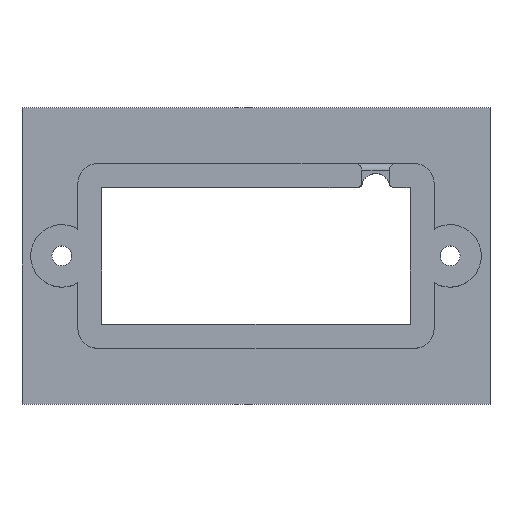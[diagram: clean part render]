
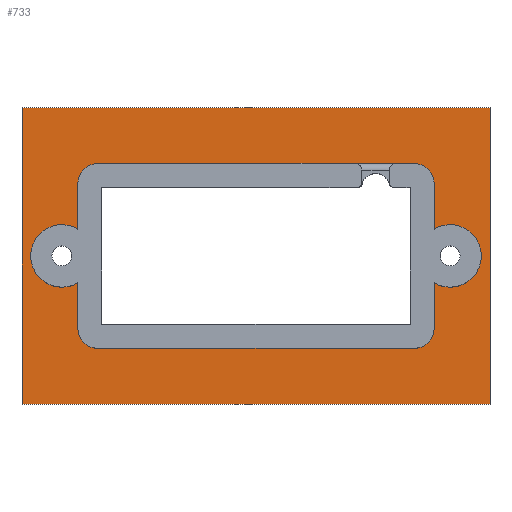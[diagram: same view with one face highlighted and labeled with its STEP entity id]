
A CAD part, top view. The second image highlights one B-rep face of the part: STEP entity #733.
In plain terms, the highlighted planar face has unit normal (0, 0, 1).
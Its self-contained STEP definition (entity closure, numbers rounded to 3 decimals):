
#20=FACE_BOUND('',#115,.T.);
#37=PLANE('',#813);
#72=FACE_OUTER_BOUND('',#114,.T.);
#114=EDGE_LOOP('',(#647,#648,#649,#650));
#115=EDGE_LOOP('',(#651,#652,#653,#654,#655,#656,#657,#658,#659,#660,#661,
#662));
#132=CIRCLE('',#770,1.5);
#142=CIRCLE('',#783,1.5);
#143=CIRCLE('',#786,1.5);
#144=CIRCLE('',#789,1.5);
#150=CIRCLE('',#812,2.35);
#151=CIRCLE('',#814,2.35);
#170=LINE('',#1094,#245);
#186=LINE('',#1144,#261);
#189=LINE('',#1152,#264);
#192=LINE('',#1160,#267);
#213=LINE('',#1214,#288);
#215=LINE('',#1218,#290);
#218=LINE('',#1227,#293);
#219=LINE('',#1229,#294);
#220=LINE('',#1231,#295);
#221=LINE('',#1232,#296);
#245=VECTOR('',#877,10.);
#261=VECTOR('',#919,10.);
#264=VECTOR('',#928,10.);
#267=VECTOR('',#937,10.);
#288=VECTOR('',#994,10.);
#290=VECTOR('',#998,10.);
#293=VECTOR('',#1009,10.);
#294=VECTOR('',#1010,10.);
#295=VECTOR('',#1011,10.);
#296=VECTOR('',#1012,10.);
#323=VERTEX_POINT('',#1084);
#324=VERTEX_POINT('',#1086);
#326=VERTEX_POINT('',#1092);
#345=VERTEX_POINT('',#1136);
#346=VERTEX_POINT('',#1138);
#347=VERTEX_POINT('',#1142);
#348=VERTEX_POINT('',#1146);
#349=VERTEX_POINT('',#1150);
#350=VERTEX_POINT('',#1154);
#351=VERTEX_POINT('',#1156);
#366=VERTEX_POINT('',#1213);
#367=VERTEX_POINT('',#1217);
#368=VERTEX_POINT('',#1225);
#369=VERTEX_POINT('',#1226);
#370=VERTEX_POINT('',#1228);
#371=VERTEX_POINT('',#1230);
#397=EDGE_CURVE('',#323,#324,#132,.F.);
#401=EDGE_CURVE('',#326,#323,#170,.T.);
#424=EDGE_CURVE('',#345,#346,#142,.F.);
#427=EDGE_CURVE('',#347,#345,#186,.T.);
#429=EDGE_CURVE('',#348,#326,#143,.F.);
#431=EDGE_CURVE('',#349,#348,#189,.T.);
#433=EDGE_CURVE('',#350,#351,#144,.F.);
#435=EDGE_CURVE('',#346,#350,#192,.T.);
#461=EDGE_CURVE('',#324,#366,#213,.T.);
#463=EDGE_CURVE('',#351,#367,#215,.T.);
#466=EDGE_CURVE('',#347,#366,#150,.T.);
#467=EDGE_CURVE('',#368,#369,#218,.T.);
#468=EDGE_CURVE('',#369,#370,#219,.T.);
#469=EDGE_CURVE('',#370,#371,#220,.T.);
#470=EDGE_CURVE('',#371,#368,#221,.T.);
#471=EDGE_CURVE('',#349,#367,#151,.T.);
#647=ORIENTED_EDGE('',*,*,#467,.T.);
#648=ORIENTED_EDGE('',*,*,#468,.T.);
#649=ORIENTED_EDGE('',*,*,#469,.T.);
#650=ORIENTED_EDGE('',*,*,#470,.T.);
#651=ORIENTED_EDGE('',*,*,#466,.T.);
#652=ORIENTED_EDGE('',*,*,#461,.F.);
#653=ORIENTED_EDGE('',*,*,#397,.F.);
#654=ORIENTED_EDGE('',*,*,#401,.F.);
#655=ORIENTED_EDGE('',*,*,#429,.F.);
#656=ORIENTED_EDGE('',*,*,#431,.F.);
#657=ORIENTED_EDGE('',*,*,#471,.T.);
#658=ORIENTED_EDGE('',*,*,#463,.F.);
#659=ORIENTED_EDGE('',*,*,#433,.F.);
#660=ORIENTED_EDGE('',*,*,#435,.F.);
#661=ORIENTED_EDGE('',*,*,#424,.F.);
#662=ORIENTED_EDGE('',*,*,#427,.F.);
#733=ADVANCED_FACE('',(#72,#20),#37,.T.);
#770=AXIS2_PLACEMENT_3D('',#1087,#870,#871);
#783=AXIS2_PLACEMENT_3D('',#1139,#913,#914);
#786=AXIS2_PLACEMENT_3D('',#1148,#923,#924);
#789=AXIS2_PLACEMENT_3D('',#1157,#932,#933);
#812=AXIS2_PLACEMENT_3D('',#1223,#1005,#1006);
#813=AXIS2_PLACEMENT_3D('',#1224,#1007,#1008);
#814=AXIS2_PLACEMENT_3D('',#1233,#1013,#1014);
#870=DIRECTION('center_axis',(0.,0.,-1.));
#871=DIRECTION('ref_axis',(-0.707,0.707,0.));
#877=DIRECTION('',(-1.,0.,0.));
#913=DIRECTION('center_axis',(0.,0.,-1.));
#914=DIRECTION('ref_axis',(-0.707,-0.707,0.));
#919=DIRECTION('',(0.,-1.,0.));
#923=DIRECTION('center_axis',(0.,0.,-1.));
#924=DIRECTION('ref_axis',(0.707,0.707,0.));
#928=DIRECTION('',(0.,1.,0.));
#932=DIRECTION('center_axis',(0.,0.,-1.));
#933=DIRECTION('ref_axis',(0.707,-0.707,0.));
#937=DIRECTION('',(1.,0.,0.));
#994=DIRECTION('',(0.,-1.,0.));
#998=DIRECTION('',(0.,1.,0.));
#1005=DIRECTION('center_axis',(0.,0.,-1.));
#1006=DIRECTION('ref_axis',(1.,0.,0.));
#1007=DIRECTION('center_axis',(0.,0.,1.));
#1008=DIRECTION('ref_axis',(1.,0.,0.));
#1009=DIRECTION('',(0.,-1.,0.));
#1010=DIRECTION('',(1.,0.,0.));
#1011=DIRECTION('',(0.,1.,0.));
#1012=DIRECTION('',(-1.,0.,0.));
#1013=DIRECTION('center_axis',(0.,0.,-1.));
#1014=DIRECTION('ref_axis',(-1.,0.,0.));
#1084=CARTESIAN_POINT('',(-11.9,6.95,1.2));
#1086=CARTESIAN_POINT('',(-13.4,5.45,1.2));
#1087=CARTESIAN_POINT('Origin',(-11.9,5.45,1.2));
#1092=CARTESIAN_POINT('',(11.9,6.95,1.2));
#1094=CARTESIAN_POINT('',(6.7,6.95,1.2));
#1136=CARTESIAN_POINT('',(-13.4,-5.45,1.2));
#1138=CARTESIAN_POINT('',(-11.9,-6.95,1.2));
#1139=CARTESIAN_POINT('Origin',(-11.9,-5.45,1.2));
#1142=CARTESIAN_POINT('',(-13.4,-2.021,1.2));
#1144=CARTESIAN_POINT('',(-13.4,3.475,1.2));
#1146=CARTESIAN_POINT('',(13.4,5.45,1.2));
#1148=CARTESIAN_POINT('Origin',(11.9,5.45,1.2));
#1150=CARTESIAN_POINT('',(13.4,2.021,1.2));
#1152=CARTESIAN_POINT('',(13.4,-3.475,1.2));
#1154=CARTESIAN_POINT('',(11.9,-6.95,1.2));
#1156=CARTESIAN_POINT('',(13.4,-5.45,1.2));
#1157=CARTESIAN_POINT('Origin',(11.9,-5.45,1.2));
#1160=CARTESIAN_POINT('',(-6.7,-6.95,1.2));
#1213=CARTESIAN_POINT('',(-13.4,2.021,1.2));
#1214=CARTESIAN_POINT('',(-13.4,3.475,1.2));
#1217=CARTESIAN_POINT('',(13.4,-2.021,1.2));
#1218=CARTESIAN_POINT('',(13.4,-3.475,1.2));
#1223=CARTESIAN_POINT('Origin',(-14.6,0.,1.2));
#1224=CARTESIAN_POINT('Origin',(0.,0.,1.2));
#1225=CARTESIAN_POINT('',(-17.6,11.15,1.2));
#1226=CARTESIAN_POINT('',(-17.6,-11.15,1.2));
#1227=CARTESIAN_POINT('',(-17.6,11.15,1.2));
#1228=CARTESIAN_POINT('',(17.6,-11.15,1.2));
#1229=CARTESIAN_POINT('',(-17.6,-11.15,1.2));
#1230=CARTESIAN_POINT('',(17.6,11.15,1.2));
#1231=CARTESIAN_POINT('',(17.6,-11.15,1.2));
#1232=CARTESIAN_POINT('',(17.6,11.15,1.2));
#1233=CARTESIAN_POINT('Origin',(14.6,0.,1.2));
